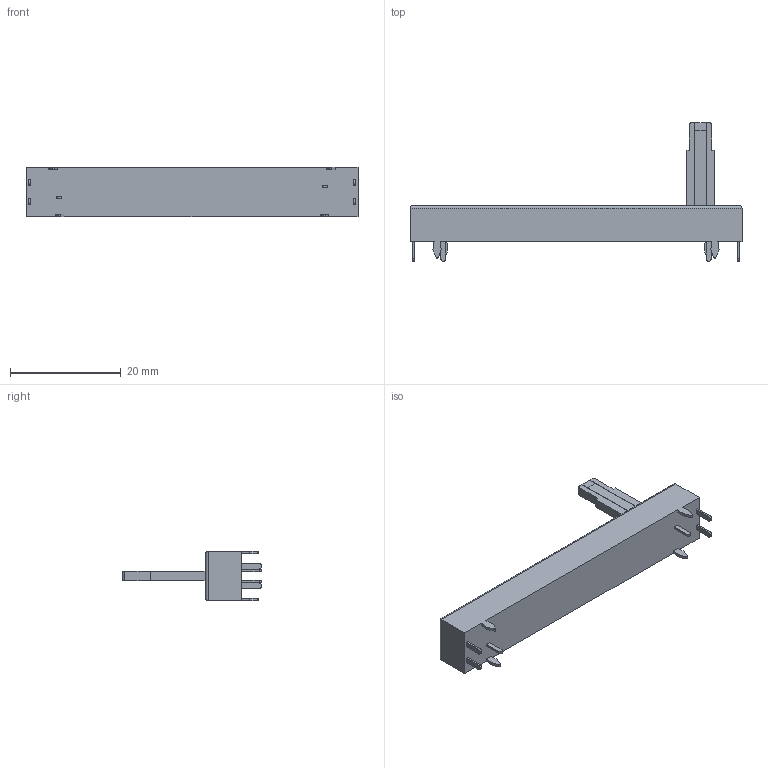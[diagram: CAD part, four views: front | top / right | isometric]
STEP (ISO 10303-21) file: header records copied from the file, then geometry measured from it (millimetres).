
FILE_DESCRIPTION (( 'STEP AP214' ), '1' );
FILE_NAME ('PS45-2_PC3.STEP', '2019-12-06T13:50:49', ( '' ), ( '' ), 'SwSTEP 2.0', 'SolidWorks 2018', '' );
FILE_SCHEMA (( 'AUTOMOTIVE_DESIGN' ));
Length unit declared in the file: inch
Products named in the file (1): PS45-2_PC3
Bounding box: 60 x 25.1 x 9 mm (x, y, z)
Volume: 3501.7 mm3; surface area: 2366 mm2
Topology: 1 solids, 1 shells, 98 faces, 252 edges, 162 vertices
Faces by surface type: plane 74, cylinder 20, cone 4
Entity records: 3048 total; most frequent: CARTESIAN_POINT 521, ORIENTED_EDGE 496, DIRECTION 474, EDGE_CURVE 248, VECTOR 212, LINE 212, VERTEX_POINT 162, AXIS2_PLACEMENT_3D 131
